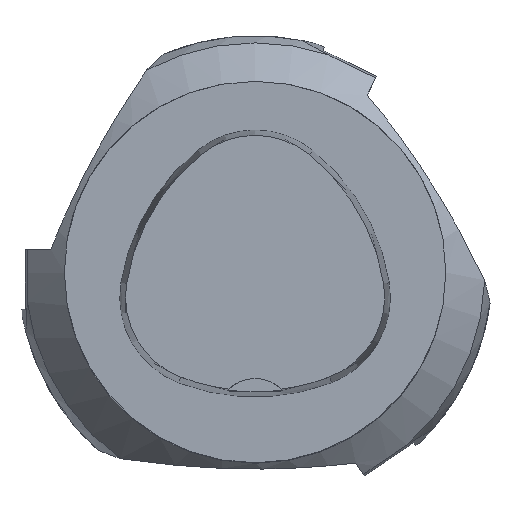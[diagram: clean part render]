
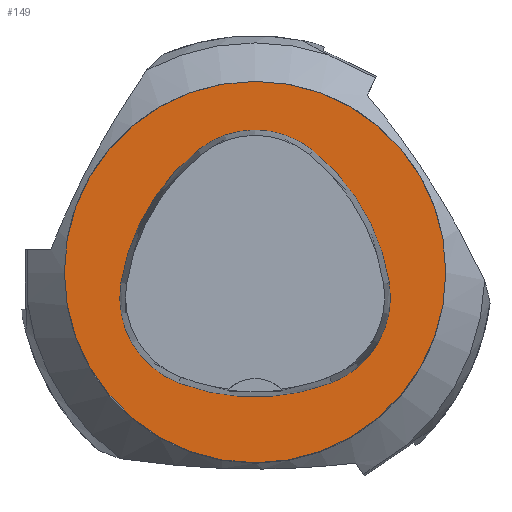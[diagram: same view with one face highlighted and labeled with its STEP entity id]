
A CAD part, top view. The second image highlights one B-rep face of the part: STEP entity #149.
In plain terms, the highlighted planar face has unit normal (0, 0, 1).
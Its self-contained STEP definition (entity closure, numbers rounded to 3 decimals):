
#36=PLANE('',#996);
#149=ADVANCED_FACE('',(#232,#233),#36,.T.);
#199=CIRCLE('',#967,25.);
#201=CIRCLE('',#974,28.);
#203=CIRCLE('',#977,12.);
#205=CIRCLE('',#980,28.);
#207=CIRCLE('',#983,12.);
#211=CIRCLE('',#988,28.);
#213=CIRCLE('',#991,12.);
#232=FACE_BOUND('',#255,.T.);
#233=FACE_BOUND('',#256,.T.);
#255=EDGE_LOOP('',(#378,#379,#380,#381,#382,#383));
#256=EDGE_LOOP('',(#384));
#378=ORIENTED_EDGE('',*,*,#697,.T.);
#379=ORIENTED_EDGE('',*,*,#677,.T.);
#380=ORIENTED_EDGE('',*,*,#681,.T.);
#381=ORIENTED_EDGE('',*,*,#684,.T.);
#382=ORIENTED_EDGE('',*,*,#687,.T.);
#383=ORIENTED_EDGE('',*,*,#695,.T.);
#384=ORIENTED_EDGE('',*,*,#667,.F.);
#582=VERTEX_POINT('',#1364);
#592=VERTEX_POINT('',#1385);
#593=VERTEX_POINT('',#1386);
#596=VERTEX_POINT('',#1394);
#598=VERTEX_POINT('',#1400);
#600=VERTEX_POINT('',#1406);
#607=VERTEX_POINT('',#1427);
#667=EDGE_CURVE('',#582,#582,#199,.T.);
#677=EDGE_CURVE('',#592,#593,#201,.T.);
#681=EDGE_CURVE('',#593,#596,#203,.T.);
#684=EDGE_CURVE('',#596,#598,#205,.T.);
#687=EDGE_CURVE('',#598,#600,#207,.T.);
#695=EDGE_CURVE('',#600,#607,#211,.T.);
#697=EDGE_CURVE('',#607,#592,#213,.T.);
#967=AXIS2_PLACEMENT_3D('',#1363,#1086,#1087);
#974=AXIS2_PLACEMENT_3D('',#1384,#1104,#1105);
#977=AXIS2_PLACEMENT_3D('',#1393,#1112,#1113);
#980=AXIS2_PLACEMENT_3D('',#1399,#1119,#1120);
#983=AXIS2_PLACEMENT_3D('',#1405,#1126,#1127);
#988=AXIS2_PLACEMENT_3D('',#1428,#1138,#1139);
#991=AXIS2_PLACEMENT_3D('',#1431,#1144,#1145);
#996=AXIS2_PLACEMENT_3D('',#1436,#1154,#1155);
#1086=DIRECTION('',(0.,0.,-1.));
#1087=DIRECTION('',(-1.,0.,0.));
#1104=DIRECTION('',(0.,0.,-1.));
#1105=DIRECTION('',(-1.,0.,0.));
#1112=DIRECTION('',(0.,0.,-1.));
#1113=DIRECTION('',(-1.,0.,0.));
#1119=DIRECTION('',(0.,0.,-1.));
#1120=DIRECTION('',(-1.,0.,0.));
#1126=DIRECTION('',(0.,0.,-1.));
#1127=DIRECTION('',(-1.,0.,0.));
#1138=DIRECTION('',(0.,0.,-1.));
#1139=DIRECTION('',(-1.,0.,0.));
#1144=DIRECTION('',(0.,0.,-1.));
#1145=DIRECTION('',(-1.,0.,0.));
#1154=DIRECTION('',(0.,0.,1.));
#1155=DIRECTION('',(1.,0.,0.));
#1363=CARTESIAN_POINT('',(0.,0.,0.));
#1364=CARTESIAN_POINT('',(-25.,0.,0.));
#1384=CARTESIAN_POINT('',(10.068,-5.824,0.));
#1385=CARTESIAN_POINT('',(-17.584,-1.424,0.));
#1386=CARTESIAN_POINT('',(-7.531,15.953,0.));
#1393=CARTESIAN_POINT('',(0.011,6.62,0.));
#1394=CARTESIAN_POINT('',(7.567,15.942,0.));
#1399=CARTESIAN_POINT('',(-10.063,-5.81,0.));
#1400=CARTESIAN_POINT('',(17.59,-1.418,0.));
#1405=CARTESIAN_POINT('',(5.739,-3.3,0.));
#1406=CARTESIAN_POINT('',(10.05,-14.499,0.));
#1427=CARTESIAN_POINT('',(-10.025,-14.516,0.));
#1428=CARTESIAN_POINT('',(-0.01,11.631,0.));
#1431=CARTESIAN_POINT('',(-5.733,-3.31,0.));
#1436=CARTESIAN_POINT('',(0.,0.,0.));
